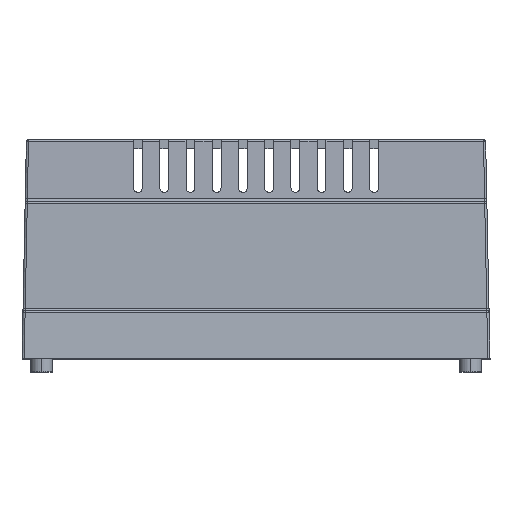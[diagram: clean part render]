
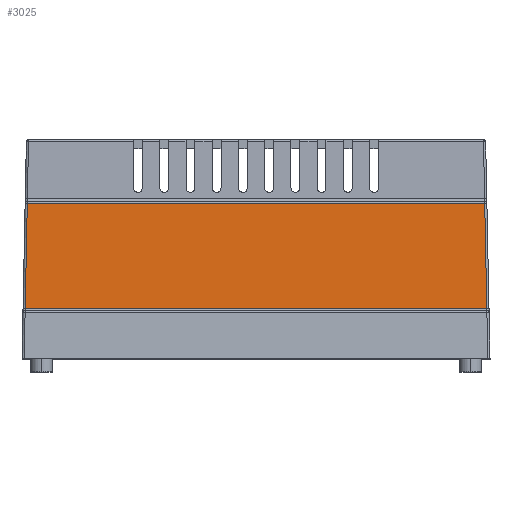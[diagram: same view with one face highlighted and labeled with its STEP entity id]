
A CAD part, top view. The second image highlights one B-rep face of the part: STEP entity #3025.
In plain terms, the highlighted planar face has unit normal (0, 0.04, 0.999).
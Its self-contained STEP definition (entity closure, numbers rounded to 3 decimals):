
#29 = ORIENTED_EDGE ( 'NONE', *, *, #7978, .T. ) ;
#878 = FACE_OUTER_BOUND ( 'NONE', #2526, .T. ) ;
#948 = VECTOR ( 'NONE', #6679, 1000. ) ;
#1209 = DIRECTION ( 'NONE',  ( -1., 0., 0. ) ) ;
#1341 = CARTESIAN_POINT ( 'NONE',  ( 0.72, 10.99, 34.5 ) ) ;
#1638 = VECTOR ( 'NONE', #1209, 1000. ) ;
#1671 = AXIS2_PLACEMENT_3D ( 'NONE', #4985, #2250, #6332 ) ;
#1755 = VERTEX_POINT ( 'NONE', #4655 ) ;
#1866 = DIRECTION ( 'NONE',  ( 1., 0., 0. ) ) ;
#2180 = ORIENTED_EDGE ( 'NONE', *, *, #3731, .T. ) ;
#2250 = DIRECTION ( 'NONE',  ( 0., -0.04, -0.999 ) ) ;
#2269 = EDGE_CURVE ( 'NONE', #1755, #7929, #8669, .T. ) ;
#2427 = VECTOR ( 'NONE', #1866, 1000. ) ;
#2526 = EDGE_LOOP ( 'NONE', ( #8630, #4760, #29, #2180 ) ) ;
#2536 = CARTESIAN_POINT ( 'NONE',  ( 106.78, 11.48, 34.481 ) ) ;
#2966 = CARTESIAN_POINT ( 'NONE',  ( 106.271, 11.48, 34.481 ) ) ;
#3025 = ADVANCED_FACE ( 'NONE', ( #878 ), #3598, .F. ) ;
#3226 = LINE ( 'NONE', #8693, #948 ) ;
#3598 = PLANE ( 'NONE',  #1671 ) ;
#3731 = EDGE_CURVE ( 'NONE', #8210, #1755, #7480, .T. ) ;
#4075 = DIRECTION ( 'NONE',  ( -0.02, -0.999, 0.04 ) ) ;
#4251 = VECTOR ( 'NONE', #4075, 1000. ) ;
#4655 = CARTESIAN_POINT ( 'NONE',  ( 0.729, 11.48, 34.481 ) ) ;
#4760 = ORIENTED_EDGE ( 'NONE', *, *, #5894, .T. ) ;
#4985 = CARTESIAN_POINT ( 'NONE',  ( 107., 36., 33.5 ) ) ;
#5894 = EDGE_CURVE ( 'NONE', #7929, #7609, #3226, .T. ) ;
#5957 = CARTESIAN_POINT ( 'NONE',  ( 107., 35.52, 33.519 ) ) ;
#6332 = DIRECTION ( 'NONE',  ( 0., 0.999, -0.04 ) ) ;
#6663 = CARTESIAN_POINT ( 'NONE',  ( 1.21, 35.52, 33.519 ) ) ;
#6679 = DIRECTION ( 'NONE',  ( -0.02, 0.999, -0.04 ) ) ;
#7480 = LINE ( 'NONE', #1341, #4251 ) ;
#7609 = VERTEX_POINT ( 'NONE', #7852 ) ;
#7852 = CARTESIAN_POINT ( 'NONE',  ( 105.79, 35.52, 33.519 ) ) ;
#7920 = LINE ( 'NONE', #5957, #1638 ) ;
#7929 = VERTEX_POINT ( 'NONE', #2966 ) ;
#7978 = EDGE_CURVE ( 'NONE', #7609, #8210, #7920, .T. ) ;
#8210 = VERTEX_POINT ( 'NONE', #6663 ) ;
#8630 = ORIENTED_EDGE ( 'NONE', *, *, #2269, .T. ) ;
#8669 = LINE ( 'NONE', #2536, #2427 ) ;
#8693 = CARTESIAN_POINT ( 'NONE',  ( 105.78, 35.99, 33.5 ) ) ;
